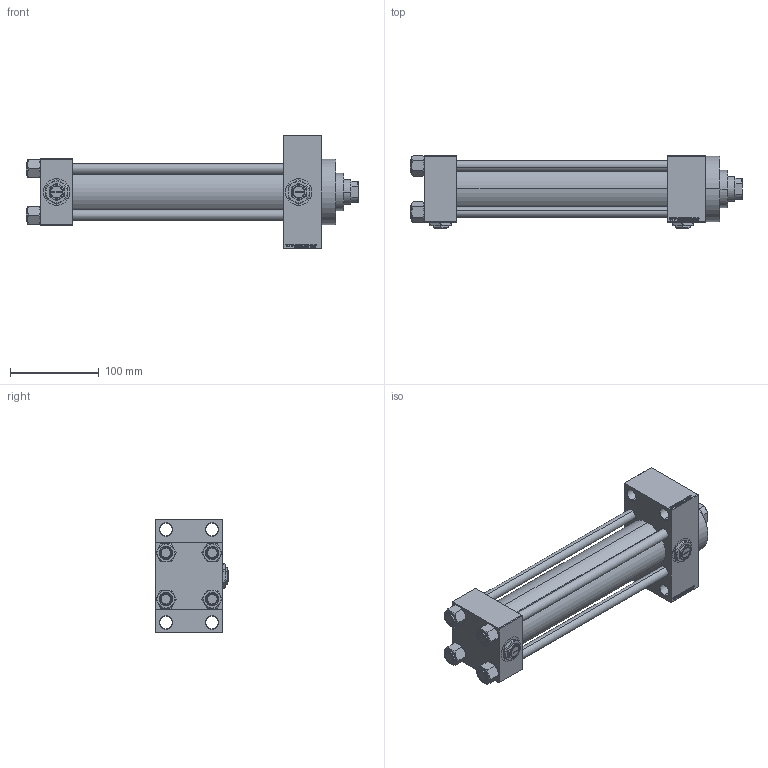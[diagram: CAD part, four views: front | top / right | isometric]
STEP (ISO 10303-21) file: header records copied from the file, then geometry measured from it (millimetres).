
FILE_DESCRIPTION (( 'STEP AP203' ), '1' );
FILE_NAME ('fc1b.STEP', '2022-06-23T07:12:52', ( '' ), ( '' ), 'SwSTEP 2.0', 'SolidWorks 2019', '' );
FILE_SCHEMA (( 'CONFIG_CONTROL_DESIGN' ));
Length unit declared in the file: millimetre
Products named in the file (7): NUT_M5_D f5e0991b97c9a10846d6b2a97695c9b6; V215CR_VCP_D f5e0991b97c9a10846d6b2a97695c9b6; V215CR_D_Body f5e0991b97c9a10846d6b2a97695c9b6; fc1b; V215_VC_A f5e0991b97c9a10846d6b2a97695c9b6; V215CR_D_TYCINKA f5e0991b97c9a10846d6b2a97695c9b6; Zatka_pro_OIL_PORT f5e0991b97c9a10846d6b2a97695c9b6
Assembly tree (13 placements, depth 2):
  fc1b
    V215CR_D_Body f5e0991b97c9a10846d6b2a97695c9b6
    V215CR_VCP_D f5e0991b97c9a10846d6b2a97695c9b6
    NUT_M5_D f5e0991b97c9a10846d6b2a97695c9b6  x4
    V215CR_D_TYCINKA f5e0991b97c9a10846d6b2a97695c9b6  x4
    V215_VC_A f5e0991b97c9a10846d6b2a97695c9b6
    Zatka_pro_OIL_PORT f5e0991b97c9a10846d6b2a97695c9b6  x2
Bounding box: 375 x 82.27 x 128 mm (x, y, z)
Volume: 1092806.1 mm3; surface area: 275957.9 mm2
Topology: 13 solids, 13 shells, 1213 faces, 3000 edges, 1931 vertices
Faces by surface type: plane 547, bspline 368, cone 186, cylinder 104, torus 8
Entity records: 49499 total; most frequent: CARTESIAN_POINT 25747, ORIENTED_EDGE 5300, DIRECTION 3494, EDGE_CURVE 2650, VERTEX_POINT 1729, LINE 1558, VECTOR 1558, EDGE_LOOP 1191
